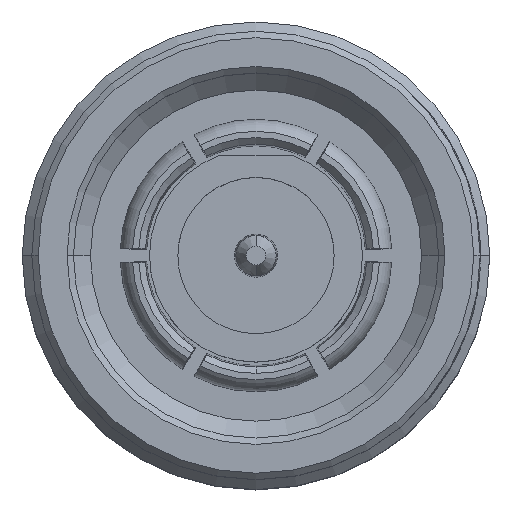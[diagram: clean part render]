
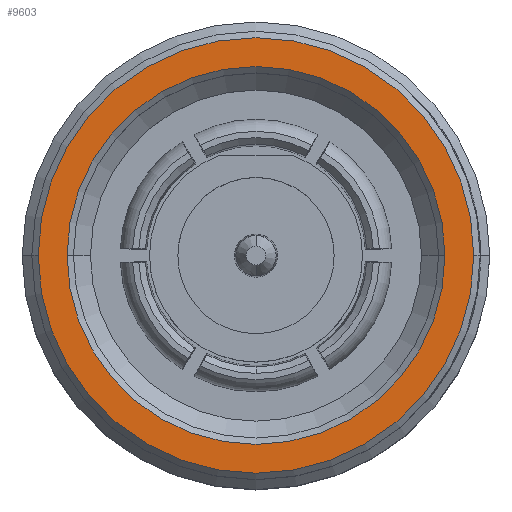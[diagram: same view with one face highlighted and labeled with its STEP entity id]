
A CAD part, top view. The second image highlights one B-rep face of the part: STEP entity #9603.
In plain terms, the highlighted planar face has unit normal (0, 0, 1).
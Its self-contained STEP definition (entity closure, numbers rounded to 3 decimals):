
#771 = CARTESIAN_POINT ( 'NONE',  ( -5.9, 0., 0.85 ) ) ;
#909 = CARTESIAN_POINT ( 'NONE',  ( 0., 0., 0.85 ) ) ;
#1044 = DIRECTION ( 'NONE',  ( 0., 0., 1. ) ) ;
#1119 = AXIS2_PLACEMENT_3D ( 'NONE', #11394, #4443, #12556 ) ;
#1318 = FACE_OUTER_BOUND ( 'NONE', #4057, .T. ) ;
#1549 = VERTEX_POINT ( 'NONE', #7234 ) ;
#2066 = DIRECTION ( 'NONE',  ( -1., 0., 0. ) ) ;
#2092 = EDGE_CURVE ( 'NONE', #3727, #4162, #12238, .T. ) ;
#2180 = DIRECTION ( 'NONE',  ( 0., 0., -1. ) ) ;
#2216 = AXIS2_PLACEMENT_3D ( 'NONE', #8014, #1044, #9189 ) ;
#2380 = EDGE_CURVE ( 'NONE', #1549, #2554, #4971, .T. ) ;
#2554 = VERTEX_POINT ( 'NONE', #4788 ) ;
#3279 = AXIS2_PLACEMENT_3D ( 'NONE', #9161, #2180, #10325 ) ;
#3727 = VERTEX_POINT ( 'NONE', #771 ) ;
#3992 = CIRCLE ( 'NONE', #9535, 5.9 ) ;
#4057 = EDGE_LOOP ( 'NONE', ( #12078, #12055 ) ) ;
#4162 = VERTEX_POINT ( 'NONE', #13984 ) ;
#4443 = DIRECTION ( 'NONE',  ( 0., 0., 1. ) ) ;
#4788 = CARTESIAN_POINT ( 'NONE',  ( 6.8, 0., 0.85 ) ) ;
#4971 = CIRCLE ( 'NONE', #1119, 6.8 ) ;
#5271 = DIRECTION ( 'NONE',  ( 0., 0., -1. ) ) ;
#7234 = CARTESIAN_POINT ( 'NONE',  ( -6.8, 0., 0.85 ) ) ;
#8014 = CARTESIAN_POINT ( 'NONE',  ( 0., 0., 0.85 ) ) ;
#8228 = EDGE_CURVE ( 'NONE', #2554, #1549, #8873, .T. ) ;
#8592 = ORIENTED_EDGE ( 'NONE', *, *, #2092, .T. ) ;
#8873 = CIRCLE ( 'NONE', #2216, 6.8 ) ;
#9053 = DIRECTION ( 'NONE',  ( 0., 0., -1. ) ) ;
#9161 = CARTESIAN_POINT ( 'NONE',  ( 0., 0., 0.85 ) ) ;
#9189 = DIRECTION ( 'NONE',  ( -1., 0., 0. ) ) ;
#9495 = ORIENTED_EDGE ( 'NONE', *, *, #10899, .T. ) ;
#9535 = AXIS2_PLACEMENT_3D ( 'NONE', #909, #9053, #2066 ) ;
#9603 = ADVANCED_FACE ( 'NONE', ( #1318, #10602 ), #14487, .F. ) ;
#10325 = DIRECTION ( 'NONE',  ( -1., 0., 0. ) ) ;
#10602 = FACE_BOUND ( 'NONE', #14087, .T. ) ;
#10899 = EDGE_CURVE ( 'NONE', #4162, #3727, #3992, .T. ) ;
#11394 = CARTESIAN_POINT ( 'NONE',  ( 0., 0., 0.85 ) ) ;
#12055 = ORIENTED_EDGE ( 'NONE', *, *, #8228, .T. ) ;
#12078 = ORIENTED_EDGE ( 'NONE', *, *, #2380, .T. ) ;
#12215 = CARTESIAN_POINT ( 'NONE',  ( 0., 0., 0.85 ) ) ;
#12238 = CIRCLE ( 'NONE', #3279, 5.9 ) ;
#12556 = DIRECTION ( 'NONE',  ( -1., 0., 0. ) ) ;
#13409 = DIRECTION ( 'NONE',  ( -1., 0., 0. ) ) ;
#13939 = AXIS2_PLACEMENT_3D ( 'NONE', #12215, #5271, #13409 ) ;
#13984 = CARTESIAN_POINT ( 'NONE',  ( 5.9, 0., 0.85 ) ) ;
#14087 = EDGE_LOOP ( 'NONE', ( #9495, #8592 ) ) ;
#14487 = PLANE ( 'NONE',  #13939 ) ;
